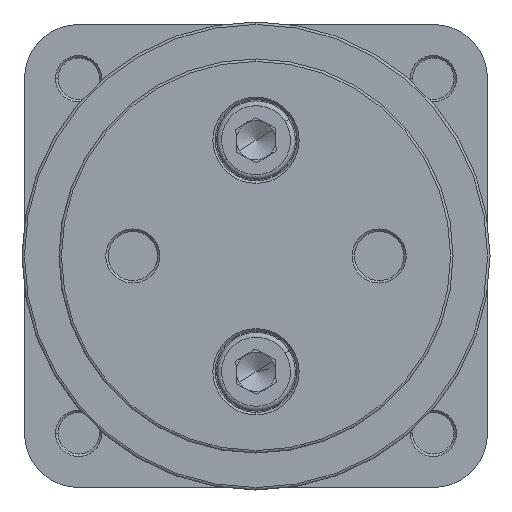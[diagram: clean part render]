
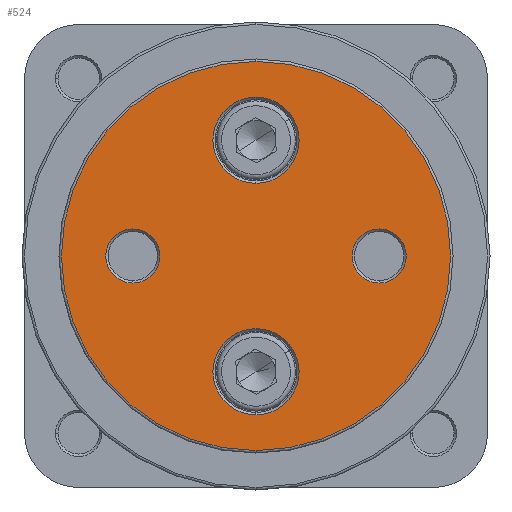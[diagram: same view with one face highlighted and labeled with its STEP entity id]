
A CAD part, left-side view. The second image highlights one B-rep face of the part: STEP entity #524.
In plain terms, the highlighted planar face has unit normal (-1, 0, 0).
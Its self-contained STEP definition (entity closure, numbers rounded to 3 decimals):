
#524 = ADVANCED_FACE ( 'NONE', ( #1373, #1371, #1376, #1378, #1374 ), #4431, .F. ) ;
#914 = EDGE_LOOP ( 'NONE', ( #1947, #1946 ) ) ;
#923 = EDGE_LOOP ( 'NONE', ( #1951, #1950 ) ) ;
#925 = EDGE_LOOP ( 'NONE', ( #1949, #1948 ) ) ;
#926 = EDGE_LOOP ( 'NONE', ( #1945, #1944 ) ) ;
#927 = EDGE_LOOP ( 'NONE', ( #1943, #1942 ) ) ;
#1371 = FACE_BOUND ( 'NONE', #925, .T. ) ;
#1373 = FACE_OUTER_BOUND ( 'NONE', #923, .T. ) ;
#1374 = FACE_BOUND ( 'NONE', #927, .T. ) ;
#1376 = FACE_BOUND ( 'NONE', #914, .T. ) ;
#1378 = FACE_BOUND ( 'NONE', #926, .T. ) ;
#1814 = CIRCLE ( 'NONE', #5929, 5.5 ) ;
#1820 = CIRCLE ( 'NONE', #5933, 5.5 ) ;
#1942 = ORIENTED_EDGE ( 'NONE', *, *, #5483, .T. ) ;
#1943 = ORIENTED_EDGE ( 'NONE', *, *, #5009, .T. ) ;
#1944 = ORIENTED_EDGE ( 'NONE', *, *, #5477, .T. ) ;
#1945 = ORIENTED_EDGE ( 'NONE', *, *, #5005, .T. ) ;
#1946 = ORIENTED_EDGE ( 'NONE', *, *, #5484, .T. ) ;
#1947 = ORIENTED_EDGE ( 'NONE', *, *, #5041, .T. ) ;
#1948 = ORIENTED_EDGE ( 'NONE', *, *, #5489, .T. ) ;
#1949 = ORIENTED_EDGE ( 'NONE', *, *, #5037, .T. ) ;
#1950 = ORIENTED_EDGE ( 'NONE', *, *, #5051, .T. ) ;
#1951 = ORIENTED_EDGE ( 'NONE', *, *, #5488, .T. ) ;
#2992 = CARTESIAN_POINT ( 'NONE',  ( 0., -25., 0. ) ) ;
#2999 = DIRECTION ( 'NONE',  ( 1., 0., 0. ) ) ;
#3000 = DIRECTION ( 'NONE',  ( 0., 0., -1. ) ) ;
#3010 = CARTESIAN_POINT ( 'NONE',  ( 0., 25., 0. ) ) ;
#3013 = CARTESIAN_POINT ( 'NONE',  ( 0., 0., 23.5 ) ) ;
#3017 = DIRECTION ( 'NONE',  ( 1., 0., 0. ) ) ;
#3018 = DIRECTION ( 'NONE',  ( 0., 0., -1. ) ) ;
#3020 = DIRECTION ( 'NONE',  ( 1., 0., 0. ) ) ;
#3021 = DIRECTION ( 'NONE',  ( 0., 0., -1. ) ) ;
#3025 = CARTESIAN_POINT ( 'NONE',  ( 0., 0., 0. ) ) ;
#3028 = CARTESIAN_POINT ( 'NONE',  ( 0., 0., -23.5 ) ) ;
#3032 = DIRECTION ( 'NONE',  ( -1., 0., 0. ) ) ;
#3033 = DIRECTION ( 'NONE',  ( 0., 0., -1. ) ) ;
#3035 = DIRECTION ( 'NONE',  ( 1., 0., 0. ) ) ;
#3036 = DIRECTION ( 'NONE',  ( 0., 0., -1. ) ) ;
#3491 = AXIS2_PLACEMENT_3D ( 'NONE', #2992, #2999, #3000 ) ;
#3497 = AXIS2_PLACEMENT_3D ( 'NONE', #3010, #3017, #3018 ) ;
#3498 = AXIS2_PLACEMENT_3D ( 'NONE', #3013, #3020, #3021 ) ;
#3502 = AXIS2_PLACEMENT_3D ( 'NONE', #3025, #3032, #3033 ) ;
#3503 = AXIS2_PLACEMENT_3D ( 'NONE', #3028, #3035, #3036 ) ;
#3836 = VERTEX_POINT ( 'NONE', #6503 ) ;
#3837 = VERTEX_POINT ( 'NONE', #6504 ) ;
#3858 = VERTEX_POINT ( 'NONE', #6525 ) ;
#3859 = VERTEX_POINT ( 'NONE', #6526 ) ;
#3862 = VERTEX_POINT ( 'NONE', #6529 ) ;
#3863 = VERTEX_POINT ( 'NONE', #6530 ) ;
#3890 = VERTEX_POINT ( 'NONE', #6557 ) ;
#3891 = VERTEX_POINT ( 'NONE', #6558 ) ;
#3894 = VERTEX_POINT ( 'NONE', #6561 ) ;
#3895 = VERTEX_POINT ( 'NONE', #6562 ) ;
#4431 = PLANE ( 'NONE',  #5721 ) ;
#4438 = CARTESIAN_POINT ( 'NONE',  ( 0., 0., 0. ) ) ;
#4447 = DIRECTION ( 'NONE',  ( 1., 0., 0. ) ) ;
#4448 = DIRECTION ( 'NONE',  ( 0., 0., -1. ) ) ;
#5005 = EDGE_CURVE ( 'NONE', #3895, #3894, #1814, .T. ) ;
#5009 = EDGE_CURVE ( 'NONE', #3891, #3890, #1820, .T. ) ;
#5037 = EDGE_CURVE ( 'NONE', #3863, #3862, #7419, .T. ) ;
#5041 = EDGE_CURVE ( 'NONE', #3859, #3858, #7424, .T. ) ;
#5051 = EDGE_CURVE ( 'NONE', #3836, #3837, #7434, .T. ) ;
#5477 = EDGE_CURVE ( 'NONE', #3894, #3895, #8127, .T. ) ;
#5483 = EDGE_CURVE ( 'NONE', #3890, #3891, #8133, .T. ) ;
#5484 = EDGE_CURVE ( 'NONE', #3858, #3859, #8134, .T. ) ;
#5488 = EDGE_CURVE ( 'NONE', #3837, #3836, #8138, .T. ) ;
#5489 = EDGE_CURVE ( 'NONE', #3862, #3863, #8139, .T. ) ;
#5721 = AXIS2_PLACEMENT_3D ( 'NONE', #4438, #4447, #4448 ) ;
#5929 = AXIS2_PLACEMENT_3D ( 'NONE', #6756, #6757, #6758 ) ;
#5933 = AXIS2_PLACEMENT_3D ( 'NONE', #6766, #6767, #6768 ) ;
#5946 = AXIS2_PLACEMENT_3D ( 'NONE', #6836, #6837, #6838 ) ;
#5948 = AXIS2_PLACEMENT_3D ( 'NONE', #6846, #6847, #6848 ) ;
#5958 = AXIS2_PLACEMENT_3D ( 'NONE', #6876, #6877, #6878 ) ;
#6503 = CARTESIAN_POINT ( 'NONE',  ( 0., 0., 39.5 ) ) ;
#6504 = CARTESIAN_POINT ( 'NONE',  ( 0., 0., -39.5 ) ) ;
#6525 = CARTESIAN_POINT ( 'NONE',  ( 0., 0., 14.75 ) ) ;
#6526 = CARTESIAN_POINT ( 'NONE',  ( 0., 0., 32.25 ) ) ;
#6529 = CARTESIAN_POINT ( 'NONE',  ( 0., 0., -32.25 ) ) ;
#6530 = CARTESIAN_POINT ( 'NONE',  ( 0., 0., -14.75 ) ) ;
#6557 = CARTESIAN_POINT ( 'NONE',  ( 0., 25., -5.5 ) ) ;
#6558 = CARTESIAN_POINT ( 'NONE',  ( 0., 25., 5.5 ) ) ;
#6561 = CARTESIAN_POINT ( 'NONE',  ( 0., -25., -5.5 ) ) ;
#6562 = CARTESIAN_POINT ( 'NONE',  ( 0., -25., 5.5 ) ) ;
#6756 = CARTESIAN_POINT ( 'NONE',  ( 0., -25., 0. ) ) ;
#6757 = DIRECTION ( 'NONE',  ( 1., 0., 0. ) ) ;
#6758 = DIRECTION ( 'NONE',  ( 0., 0., -1. ) ) ;
#6766 = CARTESIAN_POINT ( 'NONE',  ( 0., 25., 0. ) ) ;
#6767 = DIRECTION ( 'NONE',  ( 1., 0., 0. ) ) ;
#6768 = DIRECTION ( 'NONE',  ( 0., 0., -1. ) ) ;
#6836 = CARTESIAN_POINT ( 'NONE',  ( 0., 0., -23.5 ) ) ;
#6837 = DIRECTION ( 'NONE',  ( 1., 0., 0. ) ) ;
#6838 = DIRECTION ( 'NONE',  ( 0., 0., -1. ) ) ;
#6846 = CARTESIAN_POINT ( 'NONE',  ( 0., 0., 23.5 ) ) ;
#6847 = DIRECTION ( 'NONE',  ( 1., 0., 0. ) ) ;
#6848 = DIRECTION ( 'NONE',  ( 0., 0., -1. ) ) ;
#6876 = CARTESIAN_POINT ( 'NONE',  ( 0., 0., 0. ) ) ;
#6877 = DIRECTION ( 'NONE',  ( -1., 0., 0. ) ) ;
#6878 = DIRECTION ( 'NONE',  ( 0., 0., -1. ) ) ;
#7419 = CIRCLE ( 'NONE', #5946, 8.75 ) ;
#7424 = CIRCLE ( 'NONE', #5948, 8.75 ) ;
#7434 = CIRCLE ( 'NONE', #5958, 39.5 ) ;
#8127 = CIRCLE ( 'NONE', #3491, 5.5 ) ;
#8133 = CIRCLE ( 'NONE', #3497, 5.5 ) ;
#8134 = CIRCLE ( 'NONE', #3498, 8.75 ) ;
#8138 = CIRCLE ( 'NONE', #3502, 39.5 ) ;
#8139 = CIRCLE ( 'NONE', #3503, 8.75 ) ;
